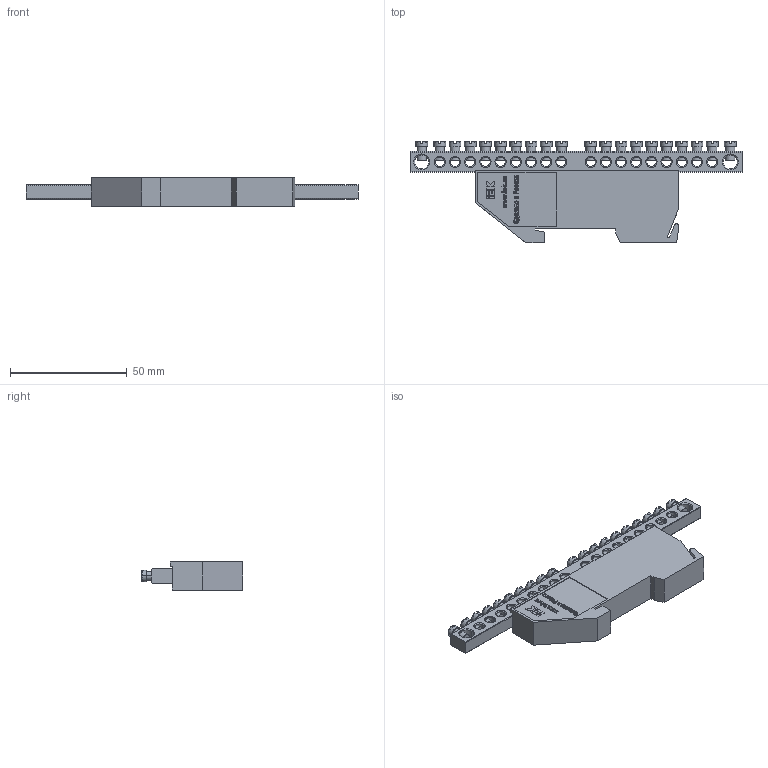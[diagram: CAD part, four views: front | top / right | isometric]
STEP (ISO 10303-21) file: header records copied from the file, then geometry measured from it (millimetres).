
FILE_DESCRIPTION (( 'STEP AP214' ), '1' );
FILE_NAME ('YNN10-69-20D-K05 Øèíà ÐÅ çåìëÿ íà DIN-èçîë ØÍÈ-6õ9-20-Ä-Æ ÈÝÊ.STEP', '2016-08-18T13:00:00', ( 'user' ), ( '' ), 'SwSTEP 2.0', 'SolidWorks 2014', '' );
FILE_SCHEMA (( 'AUTOMOTIVE_DESIGN' ));
Length unit declared in the file: millimetre
Products named in the file (4): Âèíò_Œ4; Øèíà ÂõÍ n-1_6å9 20-1; Èçîëÿòîð DIN æ¸ëòûé_€ƒˆ… 701.001.003; YNN10-69-20D-K05 Øèíà ÐÅ çåìëÿ íà DIN-èçîë ØÍÈ-6õ9-20-Ä-Æ ÈÝÊ
Assembly tree (22 placements, depth 2):
  YNN10-69-20D-K05 Øèíà ÐÅ çåìëÿ íà DIN-èçîë ØÍÈ-6õ9-20-Ä-Æ ÈÝÊ
    Èçîëÿòîð DIN æ¸ëòûé_€ƒˆ… 701.001.003
    Øèíà ÂõÍ n-1_6å9 20-1
    Âèíò_Œ4  x20
Bounding box: 142 x 43.3 x 12 mm (x, y, z)
Volume: 34119.1 mm3; surface area: 16526.9 mm2
Topology: 22 solids, 22 shells, 1393 faces, 3743 edges, 2434 vertices
Faces by surface type: plane 896, cone 224, cylinder 165, bspline 108
Entity records: 30595 total; most frequent: CARTESIAN_POINT 10724, ORIENTED_EDGE 3264, DIRECTION 2752, EDGE_CURVE 1632, LINE 1070, VECTOR 1070, VERTEX_POINT 1047, AXIS2_PLACEMENT_3D 841
